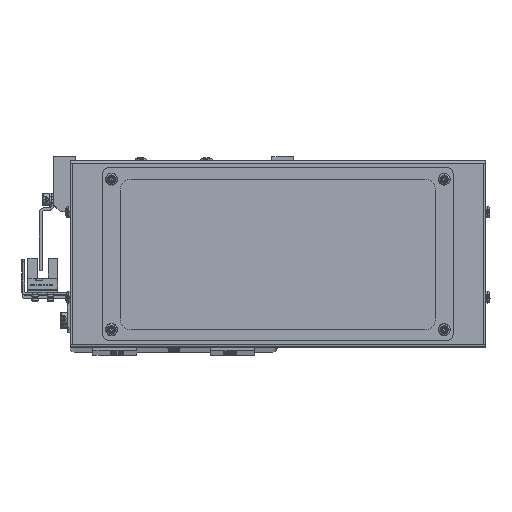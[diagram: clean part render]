
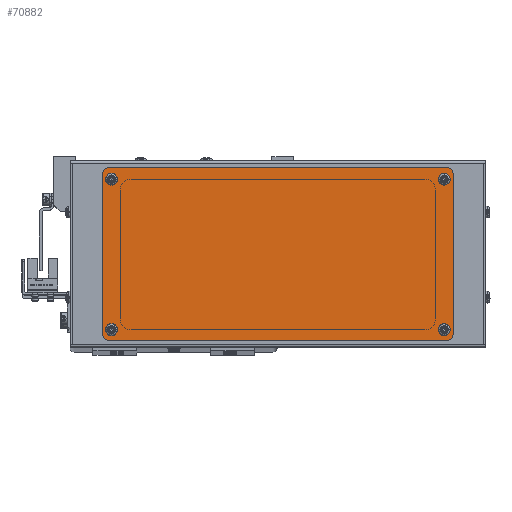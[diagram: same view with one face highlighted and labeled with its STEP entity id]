
A CAD part, top view. The second image highlights one B-rep face of the part: STEP entity #70882.
In plain terms, the highlighted face is planar.
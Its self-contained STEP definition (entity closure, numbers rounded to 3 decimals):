
#496 = CARTESIAN_POINT ( 'NONE',  ( 77.25, -36.75, 0. ) ) ;
#511 = CARTESIAN_POINT ( 'NONE',  ( -77.25, 36.75, 0. ) ) ;
#923 = DIRECTION ( 'NONE',  ( 0., 0., 1. ) ) ;
#1120 = DIRECTION ( 'NONE',  ( 1., 0., 0. ) ) ;
#1619 = CARTESIAN_POINT ( 'NONE',  ( -76.25, -34.75, 0. ) ) ;
#1735 = ORIENTED_EDGE ( 'NONE', *, *, #2577, .T. ) ;
#1769 = DIRECTION ( 'NONE',  ( 0., 0., 1. ) ) ;
#1826 = CIRCLE ( 'NONE', #25029, 1.7 ) ;
#1914 = EDGE_CURVE ( 'NONE', #45696, #37730, #58383, .T. ) ;
#2025 = AXIS2_PLACEMENT_3D ( 'NONE', #66304, #30942, #72223 ) ;
#2074 = DIRECTION ( 'NONE',  ( 0., 0., 1. ) ) ;
#2564 = EDGE_CURVE ( 'NONE', #36388, #69020, #54656, .T. ) ;
#2577 = EDGE_CURVE ( 'NONE', #38986, #46519, #17630, .T. ) ;
#3510 = CARTESIAN_POINT ( 'NONE',  ( -80.25, -36.75, 0. ) ) ;
#3701 = CIRCLE ( 'NONE', #32049, 3. ) ;
#4212 = ORIENTED_EDGE ( 'NONE', *, *, #2564, .T. ) ;
#5415 = AXIS2_PLACEMENT_3D ( 'NONE', #68222, #32870, #74148 ) ;
#6230 = DIRECTION ( 'NONE',  ( 0., 0., 1. ) ) ;
#6478 = DIRECTION ( 'NONE',  ( 1., 0., 0. ) ) ;
#6799 = VERTEX_POINT ( 'NONE', #53814 ) ;
#7163 = DIRECTION ( 'NONE',  ( 0., 0., 1. ) ) ;
#7366 = CARTESIAN_POINT ( 'NONE',  ( -77.95, -34.75, 0. ) ) ;
#7600 = DIRECTION ( 'NONE',  ( 1., 0., 0. ) ) ;
#8609 = FACE_BOUND ( 'NONE', #67375, .T. ) ;
#8766 = CARTESIAN_POINT ( 'NONE',  ( -80.25, 36.75, 0. ) ) ;
#8831 = VERTEX_POINT ( 'NONE', #59775 ) ;
#10456 = FACE_BOUND ( 'NONE', #35925, .T. ) ;
#11303 = VECTOR ( 'NONE', #60821, 1000. ) ;
#11447 = EDGE_CURVE ( 'NONE', #6799, #57078, #64584, .T. ) ;
#12180 = CIRCLE ( 'NONE', #2025, 3. ) ;
#12706 = PLANE ( 'NONE',  #25610 ) ;
#13161 = ORIENTED_EDGE ( 'NONE', *, *, #16488, .F. ) ;
#14753 = ORIENTED_EDGE ( 'NONE', *, *, #66591, .T. ) ;
#16246 = VECTOR ( 'NONE', #70363, 1000. ) ;
#16488 = EDGE_CURVE ( 'NONE', #8831, #45696, #12180, .T. ) ;
#17317 = LINE ( 'NONE', #36552, #31183 ) ;
#17405 = EDGE_CURVE ( 'NONE', #69020, #36388, #1826, .T. ) ;
#17490 = AXIS2_PLACEMENT_3D ( 'NONE', #64691, #29367, #70670 ) ;
#17513 = VECTOR ( 'NONE', #70253, 1000. ) ;
#17630 = CIRCLE ( 'NONE', #58595, 1.7 ) ;
#17634 = VERTEX_POINT ( 'NONE', #51221 ) ;
#17769 = CARTESIAN_POINT ( 'NONE',  ( 76.25, -34.75, 0. ) ) ;
#18189 = CARTESIAN_POINT ( 'NONE',  ( 76.25, 34.25, 0. ) ) ;
#18984 = EDGE_CURVE ( 'NONE', #64910, #58284, #17317, .T. ) ;
#19198 = EDGE_CURVE ( 'NONE', #37730, #64910, #33935, .T. ) ;
#20677 = VERTEX_POINT ( 'NONE', #62879 ) ;
#22657 = ORIENTED_EDGE ( 'NONE', *, *, #18984, .F. ) ;
#23686 = DIRECTION ( 'NONE',  ( 1., 0., 0. ) ) ;
#24092 = DIRECTION ( 'NONE',  ( 1., 0., 0. ) ) ;
#24257 = FACE_BOUND ( 'NONE', #28373, .T. ) ;
#25029 = AXIS2_PLACEMENT_3D ( 'NONE', #1619, #42962, #7600 ) ;
#25475 = CARTESIAN_POINT ( 'NONE',  ( -80.25, -36.75, 0. ) ) ;
#25610 = AXIS2_PLACEMENT_3D ( 'NONE', #511, #30455, #71752 ) ;
#25950 = EDGE_CURVE ( 'NONE', #57078, #71221, #73954, .T. ) ;
#27724 = CARTESIAN_POINT ( 'NONE',  ( 77.95, 34.25, 0. ) ) ;
#27954 = FACE_OUTER_BOUND ( 'NONE', #54434, .T. ) ;
#28373 = EDGE_LOOP ( 'NONE', ( #1735, #14753 ) ) ;
#29367 = DIRECTION ( 'NONE',  ( 0., 0., 1. ) ) ;
#29387 = ORIENTED_EDGE ( 'NONE', *, *, #55328, .T. ) ;
#30324 = VERTEX_POINT ( 'NONE', #62487 ) ;
#30397 = EDGE_LOOP ( 'NONE', ( #42827, #29387 ) ) ;
#30455 = DIRECTION ( 'NONE',  ( 0., 0., 1. ) ) ;
#30942 = DIRECTION ( 'NONE',  ( 0., 0., 1. ) ) ;
#31183 = VECTOR ( 'NONE', #1120, 1000. ) ;
#32049 = AXIS2_PLACEMENT_3D ( 'NONE', #496, #41844, #6478 ) ;
#32870 = DIRECTION ( 'NONE',  ( 0., 0., 1. ) ) ;
#33394 = AXIS2_PLACEMENT_3D ( 'NONE', #41585, #6230, #47542 ) ;
#33935 = CIRCLE ( 'NONE', #5415, 3. ) ;
#35148 = ORIENTED_EDGE ( 'NONE', *, *, #45442, .F. ) ;
#35925 = EDGE_LOOP ( 'NONE', ( #4212, #60410 ) ) ;
#36350 = CARTESIAN_POINT ( 'NONE',  ( -76.25, -34.75, 0. ) ) ;
#36388 = VERTEX_POINT ( 'NONE', #7366 ) ;
#36552 = CARTESIAN_POINT ( 'NONE',  ( 77.25, -39.75, 0. ) ) ;
#37192 = CARTESIAN_POINT ( 'NONE',  ( 76.25, 34.25, 0. ) ) ;
#37483 = CARTESIAN_POINT ( 'NONE',  ( 77.25, 36.75, 0. ) ) ;
#37730 = VERTEX_POINT ( 'NONE', #3510 ) ;
#38011 = EDGE_CURVE ( 'NONE', #30324, #71153, #65280, .T. ) ;
#38147 = CIRCLE ( 'NONE', #33394, 1.7 ) ;
#38986 = VERTEX_POINT ( 'NONE', #39530 ) ;
#39530 = CARTESIAN_POINT ( 'NONE',  ( -77.95, 34.25, 0. ) ) ;
#40425 = CARTESIAN_POINT ( 'NONE',  ( 77.25, 39.75, 0. ) ) ;
#41082 = CARTESIAN_POINT ( 'NONE',  ( -74.55, -34.75, 0. ) ) ;
#41505 = AXIS2_PLACEMENT_3D ( 'NONE', #37192, #1769, #43132 ) ;
#41585 = CARTESIAN_POINT ( 'NONE',  ( 76.25, -34.75, 0. ) ) ;
#41844 = DIRECTION ( 'NONE',  ( 0., 0., 1. ) ) ;
#42274 = DIRECTION ( 'NONE',  ( 1., 0., 0. ) ) ;
#42524 = CARTESIAN_POINT ( 'NONE',  ( -76.25, 34.25, 0. ) ) ;
#42827 = ORIENTED_EDGE ( 'NONE', *, *, #52356, .T. ) ;
#42962 = DIRECTION ( 'NONE',  ( 0., 0., 1. ) ) ;
#43132 = DIRECTION ( 'NONE',  ( 1., 0., 0. ) ) ;
#43240 = CARTESIAN_POINT ( 'NONE',  ( -77.25, -39.75, 0. ) ) ;
#43408 = DIRECTION ( 'NONE',  ( 1., 0., 0. ) ) ;
#43466 = AXIS2_PLACEMENT_3D ( 'NONE', #17769, #59088, #23686 ) ;
#43574 = ORIENTED_EDGE ( 'NONE', *, *, #1914, .F. ) ;
#45361 = ORIENTED_EDGE ( 'NONE', *, *, #38011, .T. ) ;
#45442 = EDGE_CURVE ( 'NONE', #58284, #6799, #3701, .T. ) ;
#45696 = VERTEX_POINT ( 'NONE', #8766 ) ;
#45719 = ORIENTED_EDGE ( 'NONE', *, *, #70912, .T. ) ;
#46090 = AXIS2_PLACEMENT_3D ( 'NONE', #18189, #59490, #24092 ) ;
#46519 = VERTEX_POINT ( 'NONE', #76411 ) ;
#46767 = AXIS2_PLACEMENT_3D ( 'NONE', #36350, #923, #42274 ) ;
#47542 = DIRECTION ( 'NONE',  ( 1., 0., 0. ) ) ;
#48504 = DIRECTION ( 'NONE',  ( 1., 0., 0. ) ) ;
#49572 = EDGE_CURVE ( 'NONE', #71221, #8831, #63321, .T. ) ;
#50194 = CIRCLE ( 'NONE', #41505, 1.7 ) ;
#51221 = CARTESIAN_POINT ( 'NONE',  ( 74.55, -34.75, 0. ) ) ;
#52356 = EDGE_CURVE ( 'NONE', #17634, #20677, #38147, .T. ) ;
#53814 = CARTESIAN_POINT ( 'NONE',  ( 80.25, -36.75, 0. ) ) ;
#54434 = EDGE_LOOP ( 'NONE', ( #13161, #54831, #63392, #75191, #35148, #22657, #64261, #43574 ) ) ;
#54656 = CIRCLE ( 'NONE', #46767, 1.7 ) ;
#54831 = ORIENTED_EDGE ( 'NONE', *, *, #49572, .F. ) ;
#55328 = EDGE_CURVE ( 'NONE', #20677, #17634, #67037, .T. ) ;
#57078 = VERTEX_POINT ( 'NONE', #58599 ) ;
#58284 = VERTEX_POINT ( 'NONE', #67184 ) ;
#58383 = LINE ( 'NONE', #25475, #11303 ) ;
#58595 = AXIS2_PLACEMENT_3D ( 'NONE', #42524, #7163, #48504 ) ;
#58599 = CARTESIAN_POINT ( 'NONE',  ( 80.25, 36.75, 0. ) ) ;
#59088 = DIRECTION ( 'NONE',  ( 0., 0., 1. ) ) ;
#59490 = DIRECTION ( 'NONE',  ( 0., 0., 1. ) ) ;
#59775 = CARTESIAN_POINT ( 'NONE',  ( -77.25, 39.75, 0. ) ) ;
#60410 = ORIENTED_EDGE ( 'NONE', *, *, #17405, .T. ) ;
#60821 = DIRECTION ( 'NONE',  ( 0., -1., 0. ) ) ;
#62487 = CARTESIAN_POINT ( 'NONE',  ( 74.55, 34.25, 0. ) ) ;
#62879 = CARTESIAN_POINT ( 'NONE',  ( 77.95, -34.75, 0. ) ) ;
#63321 = LINE ( 'NONE', #64378, #16246 ) ;
#63392 = ORIENTED_EDGE ( 'NONE', *, *, #25950, .F. ) ;
#64260 = CARTESIAN_POINT ( 'NONE',  ( 80.25, 36.75, 0. ) ) ;
#64261 = ORIENTED_EDGE ( 'NONE', *, *, #19198, .F. ) ;
#64378 = CARTESIAN_POINT ( 'NONE',  ( -77.25, 39.75, 0. ) ) ;
#64517 = CIRCLE ( 'NONE', #17490, 1.7 ) ;
#64584 = LINE ( 'NONE', #64260, #17513 ) ;
#64691 = CARTESIAN_POINT ( 'NONE',  ( -76.25, 34.25, 0. ) ) ;
#64910 = VERTEX_POINT ( 'NONE', #43240 ) ;
#65280 = CIRCLE ( 'NONE', #46090, 1.7 ) ;
#66121 = AXIS2_PLACEMENT_3D ( 'NONE', #37483, #2074, #43408 ) ;
#66304 = CARTESIAN_POINT ( 'NONE',  ( -77.25, 36.75, 0. ) ) ;
#66591 = EDGE_CURVE ( 'NONE', #46519, #38986, #64517, .T. ) ;
#67037 = CIRCLE ( 'NONE', #43466, 1.7 ) ;
#67184 = CARTESIAN_POINT ( 'NONE',  ( 77.25, -39.75, 0. ) ) ;
#67375 = EDGE_LOOP ( 'NONE', ( #45361, #45719 ) ) ;
#68222 = CARTESIAN_POINT ( 'NONE',  ( -77.25, -36.75, 0. ) ) ;
#69020 = VERTEX_POINT ( 'NONE', #41082 ) ;
#69522 = FACE_BOUND ( 'NONE', #30397, .T. ) ;
#70253 = DIRECTION ( 'NONE',  ( 0., 1., 0. ) ) ;
#70363 = DIRECTION ( 'NONE',  ( -1., 0., 0. ) ) ;
#70670 = DIRECTION ( 'NONE',  ( 1., 0., 0. ) ) ;
#70882 = ADVANCED_FACE ( 'NONE', ( #10456, #24257, #27954, #8609, #69522 ), #12706, .F. ) ;
#70912 = EDGE_CURVE ( 'NONE', #71153, #30324, #50194, .T. ) ;
#71153 = VERTEX_POINT ( 'NONE', #27724 ) ;
#71221 = VERTEX_POINT ( 'NONE', #40425 ) ;
#71752 = DIRECTION ( 'NONE',  ( 1., 0., 0. ) ) ;
#72223 = DIRECTION ( 'NONE',  ( 1., 0., 0. ) ) ;
#73954 = CIRCLE ( 'NONE', #66121, 3. ) ;
#74148 = DIRECTION ( 'NONE',  ( 1., 0., 0. ) ) ;
#75191 = ORIENTED_EDGE ( 'NONE', *, *, #11447, .F. ) ;
#76411 = CARTESIAN_POINT ( 'NONE',  ( -74.55, 34.25, 0. ) ) ;
